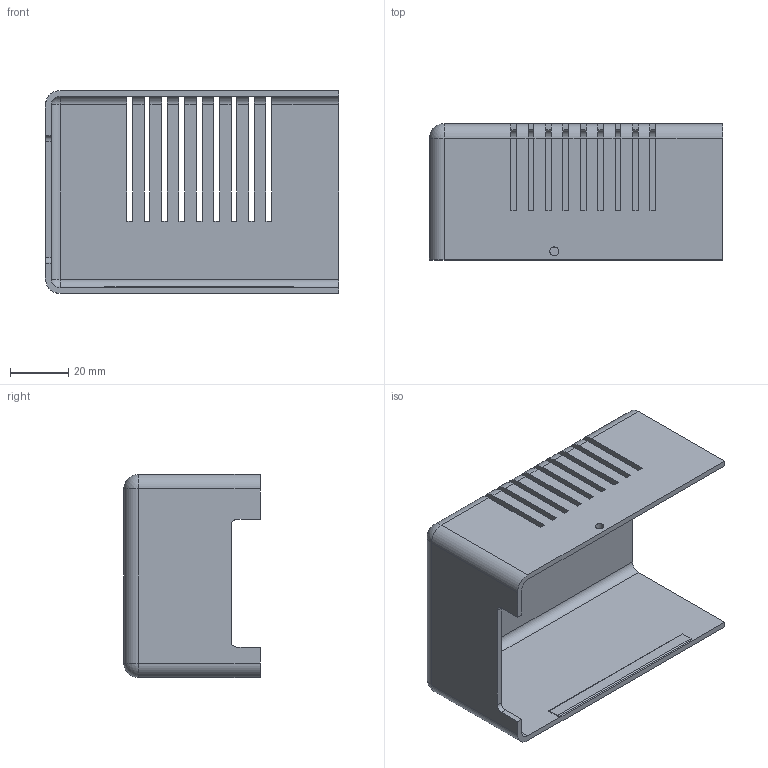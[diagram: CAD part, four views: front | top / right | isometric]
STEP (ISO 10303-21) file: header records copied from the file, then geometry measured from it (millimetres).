
FILE_DESCRIPTION(('FreeCAD Model'),'2;1');
FILE_NAME('Lid.step','2016-06-13T14:27:05', ('Author'),(''),'Open CASCADE STEP processor 6.9','FreeCAD','Unknown' );
FILE_SCHEMA(('AUTOMOTIVE_DESIGN_CC2 { 1 2 10303 214 -1 1 5 4 }'));
Length unit declared in the file: millimetre
Products named in the file (2): ASSEMBLY; RCableSlit001
Assembly tree (1 placements, depth 2):
  ASSEMBLY
    RCableSlit001
Bounding box: 101 x 47 x 70 mm (x, y, z)
Volume: 33660.2 mm3; surface area: 37122.9 mm2
Topology: 1 solids, 1 shells, 90 faces, 303 edges, 198 vertices
Faces by surface type: plane 53, cylinder 33, sphere 4
Full cylindrical faces by diameter (mm): 3 x1
Entity records: 7431 total; most frequent: CARTESIAN_POINT 1733, DIRECTION 983, LINE 659, VECTOR 659, ORIENTED_EDGE 606, PCURVE 606, DEFINITIONAL_REPRESENTATION 606, EDGE_CURVE 303
